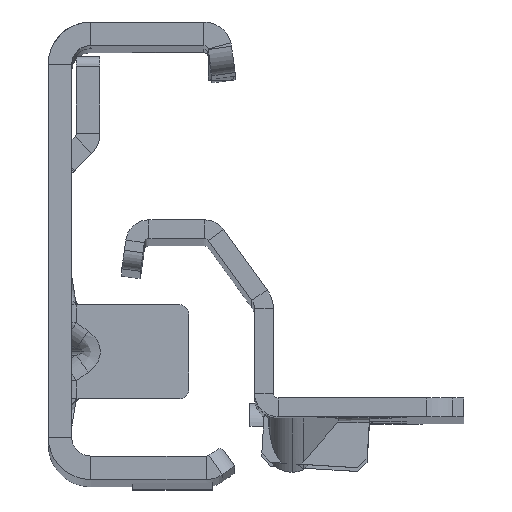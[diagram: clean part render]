
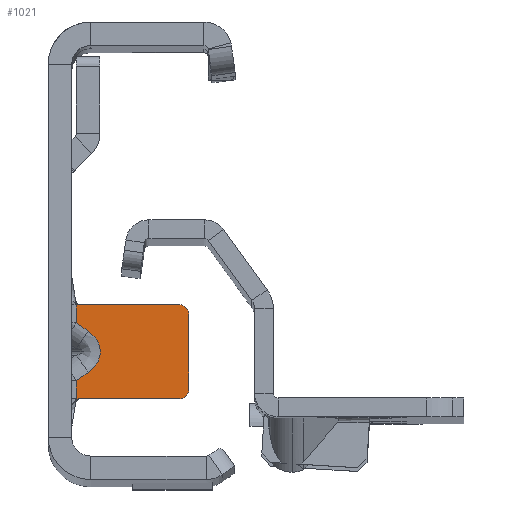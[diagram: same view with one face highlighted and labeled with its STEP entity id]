
A CAD part, top view. The second image highlights one B-rep face of the part: STEP entity #1021.
In plain terms, the highlighted planar face has unit normal (0, 0, 1).
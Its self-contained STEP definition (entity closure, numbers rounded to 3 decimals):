
#127 = CARTESIAN_POINT ( 'NONE',  ( 1.367, -7.131, -441.5 ) ) ;
#494 = CARTESIAN_POINT ( 'NONE',  ( 0.5, -14.6, -441.5 ) ) ;
#534 =( BOUNDED_CURVE ( )  B_SPLINE_CURVE ( 3, ( #6547, #12382, #7570, #606 ),
 .UNSPECIFIED., .F., .F. ) 
 B_SPLINE_CURVE_WITH_KNOTS ( ( 4, 4 ),
 ( 2.356, 3.927 ),
 .UNSPECIFIED. ) 
 CURVE ( )  GEOMETRIC_REPRESENTATION_ITEM ( )  RATIONAL_B_SPLINE_CURVE ( ( 1., 0.805, 0.805, 1. ) ) 
 REPRESENTATION_ITEM ( '' )  );
#601 = CIRCLE ( 'NONE', #15265, 1. ) ;
#606 = CARTESIAN_POINT ( 'NONE',  ( 1.757, -7.408, -441.5 ) ) ;
#697 = ORIENTED_EDGE ( 'NONE', *, *, #6543, .T. ) ;
#742 = DIRECTION ( 'NONE',  ( 1., 0., 0. ) ) ;
#780 = VECTOR ( 'NONE', #11889, 1000. ) ;
#811 = DIRECTION ( 'NONE',  ( -1., 0., 0. ) ) ;
#1021 = ADVANCED_FACE ( 'NONE', ( #9788 ), #14274, .F. ) ;
#1126 = CARTESIAN_POINT ( 'NONE',  ( 11.5, -5.6, -441.5 ) ) ;
#1573 = EDGE_CURVE ( 'NONE', #11275, #3764, #8676, .T. ) ;
#1698 = DIRECTION ( 'NONE',  ( 0., 1., 0. ) ) ;
#1776 = VECTOR ( 'NONE', #1698, 1000. ) ;
#2477 = CARTESIAN_POINT ( 'NONE',  ( 1.757, -7.408, -441.5 ) ) ;
#2572 = EDGE_CURVE ( 'NONE', #6094, #11030, #4113, .T. ) ;
#3074 = DIRECTION ( 'NONE',  ( 1., 0., 0. ) ) ;
#3134 = CARTESIAN_POINT ( 'NONE',  ( -1.826, -4.6, -441.5 ) ) ;
#3171 = CARTESIAN_POINT ( 'NONE',  ( 0.5, -12.681, -441.5 ) ) ;
#3432 = EDGE_CURVE ( 'NONE', #3648, #13552, #601, .T. ) ;
#3621 = DIRECTION ( 'NONE',  ( 0., 1., 0. ) ) ;
#3648 = VERTEX_POINT ( 'NONE', #3675 ) ;
#3675 = CARTESIAN_POINT ( 'NONE',  ( 12.5, -5.6, -441.5 ) ) ;
#3676 = VERTEX_POINT ( 'NONE', #14251 ) ;
#3764 = VERTEX_POINT ( 'NONE', #3171 ) ;
#4113 = CIRCLE ( 'NONE', #13550, 1. ) ;
#4221 = VERTEX_POINT ( 'NONE', #4474 ) ;
#4474 = CARTESIAN_POINT ( 'NONE',  ( 0.708, -4.6, -441.5 ) ) ;
#4712 = LINE ( 'NONE', #127, #780 ) ;
#4788 = DIRECTION ( 'NONE',  ( 0., -1., 0. ) ) ;
#4820 = LINE ( 'NONE', #8192, #13153 ) ;
#4928 = EDGE_CURVE ( 'NONE', #3764, #6629, #13227, .T. ) ;
#5373 = VECTOR ( 'NONE', #742, 1000. ) ;
#5652 = DIRECTION ( 'NONE',  ( -1., 0., 0. ) ) ;
#5682 = VERTEX_POINT ( 'NONE', #2477 ) ;
#5709 = ORIENTED_EDGE ( 'NONE', *, *, #1573, .F. ) ;
#5863 = ORIENTED_EDGE ( 'NONE', *, *, #12982, .T. ) ;
#6094 = VERTEX_POINT ( 'NONE', #9730 ) ;
#6173 = ORIENTED_EDGE ( 'NONE', *, *, #10874, .F. ) ;
#6235 = EDGE_CURVE ( 'NONE', #4221, #11691, #14970, .T. ) ;
#6476 = VECTOR ( 'NONE', #811, 1000. ) ;
#6543 = EDGE_CURVE ( 'NONE', #11030, #3648, #14690, .T. ) ;
#6547 = CARTESIAN_POINT ( 'NONE',  ( 1.757, -11.792, -441.5 ) ) ;
#6629 = VERTEX_POINT ( 'NONE', #7930 ) ;
#6689 = EDGE_CURVE ( 'NONE', #11275, #3676, #9267, .T. ) ;
#6721 = ORIENTED_EDGE ( 'NONE', *, *, #11636, .F. ) ;
#6791 = DIRECTION ( 'NONE',  ( 0., 1., 0. ) ) ;
#6800 = VERTEX_POINT ( 'NONE', #8109 ) ;
#7406 = ORIENTED_EDGE ( 'NONE', *, *, #4928, .F. ) ;
#7466 = EDGE_CURVE ( 'NONE', #13552, #4221, #13788, .T. ) ;
#7570 = CARTESIAN_POINT ( 'NONE',  ( 3.573, -8.692, -441.5 ) ) ;
#7763 = CARTESIAN_POINT ( 'NONE',  ( -1.826, -4.6, -441.5 ) ) ;
#7879 = ORIENTED_EDGE ( 'NONE', *, *, #3432, .T. ) ;
#7930 = CARTESIAN_POINT ( 'NONE',  ( 1.757, -11.792, -441.5 ) ) ;
#8086 = CARTESIAN_POINT ( 'NONE',  ( 12.5, -13.6, -441.5 ) ) ;
#8109 = CARTESIAN_POINT ( 'NONE',  ( 0.5, -6.519, -441.5 ) ) ;
#8192 = CARTESIAN_POINT ( 'NONE',  ( 0.5, 22.3, -441.5 ) ) ;
#8342 = DIRECTION ( 'NONE',  ( 0., 1., 0. ) ) ;
#8570 = CARTESIAN_POINT ( 'NONE',  ( 2.624, -11.179, -441.5 ) ) ;
#8676 = LINE ( 'NONE', #8914, #1776 ) ;
#8856 = ORIENTED_EDGE ( 'NONE', *, *, #6235, .T. ) ;
#8914 = CARTESIAN_POINT ( 'NONE',  ( 0.5, 22.3, -441.5 ) ) ;
#9033 = CARTESIAN_POINT ( 'NONE',  ( -1.826, -14.6, -441.5 ) ) ;
#9267 = LINE ( 'NONE', #12582, #5373 ) ;
#9730 = CARTESIAN_POINT ( 'NONE',  ( 11.5, -14.6, -441.5 ) ) ;
#9788 = FACE_OUTER_BOUND ( 'NONE', #11782, .T. ) ;
#9806 = ORIENTED_EDGE ( 'NONE', *, *, #6689, .T. ) ;
#9825 = CARTESIAN_POINT ( 'NONE',  ( 11.5, -4.6, -441.5 ) ) ;
#9981 = VECTOR ( 'NONE', #13369, 1000. ) ;
#10064 = DIRECTION ( 'NONE',  ( 0., 0., 1. ) ) ;
#10780 = ORIENTED_EDGE ( 'NONE', *, *, #14027, .F. ) ;
#10874 = EDGE_CURVE ( 'NONE', #6800, #11691, #4820, .T. ) ;
#11030 = VERTEX_POINT ( 'NONE', #8086 ) ;
#11137 = CARTESIAN_POINT ( 'NONE',  ( 12.5, -5.6, -441.5 ) ) ;
#11275 = VERTEX_POINT ( 'NONE', #494 ) ;
#11636 = EDGE_CURVE ( 'NONE', #6629, #5682, #534, .T. ) ;
#11691 = VERTEX_POINT ( 'NONE', #11767 ) ;
#11760 = AXIS2_PLACEMENT_3D ( 'NONE', #14501, #11964, #3621 ) ;
#11767 = CARTESIAN_POINT ( 'NONE',  ( 0.5, -4.6, -441.5 ) ) ;
#11782 = EDGE_LOOP ( 'NONE', ( #10780, #6721, #7406, #5709, #9806, #5863, #11998, #697, #7879, #15332, #8856, #6173 ) ) ;
#11854 = VECTOR ( 'NONE', #14306, 1000. ) ;
#11889 = DIRECTION ( 'NONE',  ( -0.816, 0.577, 0. ) ) ;
#11960 = DIRECTION ( 'NONE',  ( 0., 0., 1. ) ) ;
#11964 = DIRECTION ( 'NONE',  ( 0., 0., -1. ) ) ;
#11998 = ORIENTED_EDGE ( 'NONE', *, *, #2572, .T. ) ;
#12382 = CARTESIAN_POINT ( 'NONE',  ( 3.573, -10.508, -441.5 ) ) ;
#12582 = CARTESIAN_POINT ( 'NONE',  ( -1.826, -14.6, -441.5 ) ) ;
#12982 = EDGE_CURVE ( 'NONE', #3676, #6094, #13243, .T. ) ;
#13153 = VECTOR ( 'NONE', #8342, 1000. ) ;
#13227 = LINE ( 'NONE', #8570, #11854 ) ;
#13243 = LINE ( 'NONE', #9033, #14432 ) ;
#13369 = DIRECTION ( 'NONE',  ( 0., 1., 0. ) ) ;
#13550 = AXIS2_PLACEMENT_3D ( 'NONE', #13616, #10064, #6791 ) ;
#13552 = VERTEX_POINT ( 'NONE', #9825 ) ;
#13616 = CARTESIAN_POINT ( 'NONE',  ( 11.5, -13.6, -441.5 ) ) ;
#13788 = LINE ( 'NONE', #3134, #13823 ) ;
#13823 = VECTOR ( 'NONE', #5652, 1000. ) ;
#14027 = EDGE_CURVE ( 'NONE', #5682, #6800, #4712, .T. ) ;
#14251 = CARTESIAN_POINT ( 'NONE',  ( 0.708, -14.6, -441.5 ) ) ;
#14274 = PLANE ( 'NONE',  #11760 ) ;
#14306 = DIRECTION ( 'NONE',  ( 0.816, 0.577, 0. ) ) ;
#14432 = VECTOR ( 'NONE', #3074, 1000. ) ;
#14501 = CARTESIAN_POINT ( 'NONE',  ( -7.326, 22.3, -441.5 ) ) ;
#14690 = LINE ( 'NONE', #11137, #9981 ) ;
#14970 = LINE ( 'NONE', #7763, #6476 ) ;
#15265 = AXIS2_PLACEMENT_3D ( 'NONE', #1126, #11960, #4788 ) ;
#15332 = ORIENTED_EDGE ( 'NONE', *, *, #7466, .T. ) ;
